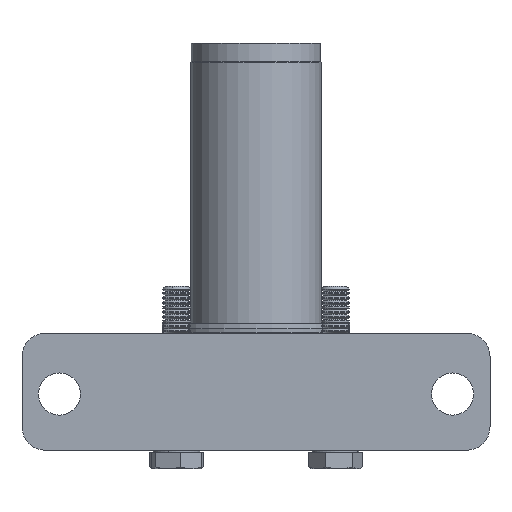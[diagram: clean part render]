
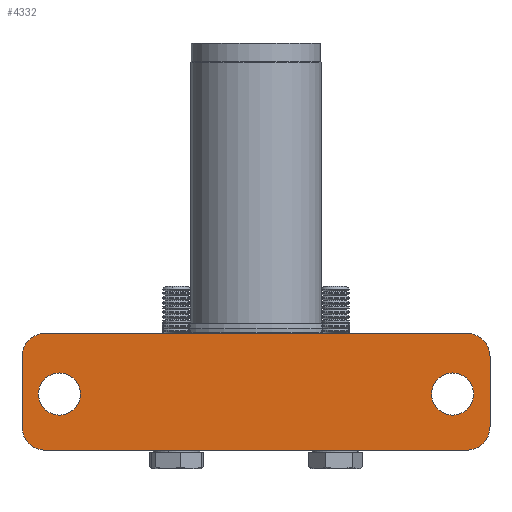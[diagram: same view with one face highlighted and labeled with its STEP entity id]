
A CAD part, front view. The second image highlights one B-rep face of the part: STEP entity #4332.
In plain terms, the highlighted planar face has unit normal (0, -1, 0).
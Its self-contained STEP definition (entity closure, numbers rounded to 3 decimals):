
#48 = EDGE_CURVE ( 'NONE', #5117, #5824, #3090, .T. ) ;
#112 = DIRECTION ( 'NONE',  ( 0., 0., -1. ) ) ;
#118 = CARTESIAN_POINT ( 'NONE',  ( -50., -35., 20. ) ) ;
#210 = CARTESIAN_POINT ( 'NONE',  ( -42., -35., 12. ) ) ;
#224 = DIRECTION ( 'NONE',  ( 0., 0., 1. ) ) ;
#450 = DIRECTION ( 'NONE',  ( 0., 1., 0. ) ) ;
#530 = DIRECTION ( 'NONE',  ( 1., 0., 0. ) ) ;
#606 = ORIENTED_EDGE ( 'NONE', *, *, #7358, .T. ) ;
#653 = ORIENTED_EDGE ( 'NONE', *, *, #6150, .T. ) ;
#703 = CARTESIAN_POINT ( 'NONE',  ( 42., -35., 12. ) ) ;
#833 = DIRECTION ( 'NONE',  ( 0., -1., 0. ) ) ;
#836 = CARTESIAN_POINT ( 'NONE',  ( 45., -35., 0. ) ) ;
#951 = PLANE ( 'NONE',  #3127 ) ;
#1020 = DIRECTION ( 'NONE',  ( 0., 0., 1. ) ) ;
#1034 = LINE ( 'NONE', #6464, #5208 ) ;
#1113 = VERTEX_POINT ( 'NONE', #7955 ) ;
#1683 = EDGE_CURVE ( 'NONE', #3755, #1113, #3959, .T. ) ;
#1691 = VECTOR ( 'NONE', #5997, 1000. ) ;
#1735 = CARTESIAN_POINT ( 'NONE',  ( -50., -35., 0. ) ) ;
#1749 = DIRECTION ( 'NONE',  ( 0., 0., 1. ) ) ;
#1822 = CARTESIAN_POINT ( 'NONE',  ( 50., -35., 20. ) ) ;
#1907 = DIRECTION ( 'NONE',  ( 0., -1., 0. ) ) ;
#2252 = VERTEX_POINT ( 'NONE', #4164 ) ;
#2458 = CIRCLE ( 'NONE', #4866, 4.5 ) ;
#2473 = EDGE_CURVE ( 'NONE', #3159, #5117, #7697, .T. ) ;
#2477 = ORIENTED_EDGE ( 'NONE', *, *, #3118, .T. ) ;
#2531 = CIRCLE ( 'NONE', #7046, 4.5 ) ;
#2537 = VERTEX_POINT ( 'NONE', #836 ) ;
#2553 = ORIENTED_EDGE ( 'NONE', *, *, #48, .T. ) ;
#2601 = VERTEX_POINT ( 'NONE', #7187 ) ;
#2644 = CARTESIAN_POINT ( 'NONE',  ( -50., -35., 27. ) ) ;
#2649 = DIRECTION ( 'NONE',  ( 0., 0., 1. ) ) ;
#2697 = DIRECTION ( 'NONE',  ( 0., 0., -1. ) ) ;
#2916 = DIRECTION ( 'NONE',  ( 0., 0., 1. ) ) ;
#3075 = AXIS2_PLACEMENT_3D ( 'NONE', #3901, #5805, #1020 ) ;
#3078 = ORIENTED_EDGE ( 'NONE', *, *, #1683, .T. ) ;
#3090 = LINE ( 'NONE', #6170, #4302 ) ;
#3118 = EDGE_CURVE ( 'NONE', #6865, #3419, #7454, .T. ) ;
#3127 = AXIS2_PLACEMENT_3D ( 'NONE', #2644, #450, #2916 ) ;
#3159 = VERTEX_POINT ( 'NONE', #7710 ) ;
#3179 = DIRECTION ( 'NONE',  ( 0., 1., 0. ) ) ;
#3194 = CARTESIAN_POINT ( 'NONE',  ( 45., -35., 5. ) ) ;
#3419 = VERTEX_POINT ( 'NONE', #5531 ) ;
#3587 = ORIENTED_EDGE ( 'NONE', *, *, #5879, .T. ) ;
#3615 = CARTESIAN_POINT ( 'NONE',  ( 50., -35., 27. ) ) ;
#3685 = FACE_OUTER_BOUND ( 'NONE', #4078, .T. ) ;
#3755 = VERTEX_POINT ( 'NONE', #1822 ) ;
#3806 = EDGE_LOOP ( 'NONE', ( #6531, #5342 ) ) ;
#3861 = CARTESIAN_POINT ( 'NONE',  ( 45., -35., 20. ) ) ;
#3884 = LINE ( 'NONE', #3615, #4346 ) ;
#3901 = CARTESIAN_POINT ( 'NONE',  ( -45., -35., 5. ) ) ;
#3959 = CIRCLE ( 'NONE', #4901, 5. ) ;
#4052 = CIRCLE ( 'NONE', #4761, 4.5 ) ;
#4078 = EDGE_LOOP ( 'NONE', ( #4714, #7732, #2553, #3587, #606, #4251, #6804, #3078 ) ) ;
#4096 = LINE ( 'NONE', #1735, #1691 ) ;
#4162 = EDGE_CURVE ( 'NONE', #2537, #2601, #4530, .T. ) ;
#4164 = CARTESIAN_POINT ( 'NONE',  ( 42., -35., 7.5 ) ) ;
#4177 = VERTEX_POINT ( 'NONE', #4334 ) ;
#4251 = ORIENTED_EDGE ( 'NONE', *, *, #4162, .T. ) ;
#4302 = VECTOR ( 'NONE', #2697, 1000. ) ;
#4332 = ADVANCED_FACE ( 'NONE', ( #5612, #6387, #3685 ), #951, .F. ) ;
#4334 = CARTESIAN_POINT ( 'NONE',  ( 42., -35., 16.5 ) ) ;
#4346 = VECTOR ( 'NONE', #112, 1000. ) ;
#4353 = VERTEX_POINT ( 'NONE', #4610 ) ;
#4359 = AXIS2_PLACEMENT_3D ( 'NONE', #5862, #833, #2649 ) ;
#4516 = EDGE_CURVE ( 'NONE', #3755, #2601, #3884, .T. ) ;
#4530 = CIRCLE ( 'NONE', #6929, 5. ) ;
#4610 = CARTESIAN_POINT ( 'NONE',  ( -45., -35., 0. ) ) ;
#4698 = AXIS2_PLACEMENT_3D ( 'NONE', #5258, #6278, #6533 ) ;
#4714 = ORIENTED_EDGE ( 'NONE', *, *, #5190, .F. ) ;
#4761 = AXIS2_PLACEMENT_3D ( 'NONE', #703, #3179, #7320 ) ;
#4764 = DIRECTION ( 'NONE',  ( 0., 1., 0. ) ) ;
#4866 = AXIS2_PLACEMENT_3D ( 'NONE', #210, #4764, #6796 ) ;
#4901 = AXIS2_PLACEMENT_3D ( 'NONE', #3861, #1907, #224 ) ;
#4958 = CARTESIAN_POINT ( 'NONE',  ( -42., -35., 16.5 ) ) ;
#5117 = VERTEX_POINT ( 'NONE', #118 ) ;
#5190 = EDGE_CURVE ( 'NONE', #3159, #1113, #1034, .T. ) ;
#5208 = VECTOR ( 'NONE', #530, 1000. ) ;
#5258 = CARTESIAN_POINT ( 'NONE',  ( -42., -35., 12. ) ) ;
#5342 = ORIENTED_EDGE ( 'NONE', *, *, #7594, .T. ) ;
#5391 = CARTESIAN_POINT ( 'NONE',  ( 42., -35., 12. ) ) ;
#5531 = CARTESIAN_POINT ( 'NONE',  ( -42., -35., 7.5 ) ) ;
#5612 = FACE_BOUND ( 'NONE', #7024, .T. ) ;
#5740 = CIRCLE ( 'NONE', #3075, 5. ) ;
#5805 = DIRECTION ( 'NONE',  ( 0., -1., 0. ) ) ;
#5824 = VERTEX_POINT ( 'NONE', #7623 ) ;
#5862 = CARTESIAN_POINT ( 'NONE',  ( -45., -35., 20. ) ) ;
#5879 = EDGE_CURVE ( 'NONE', #5824, #4353, #5740, .T. ) ;
#5997 = DIRECTION ( 'NONE',  ( 1., 0., 0. ) ) ;
#6150 = EDGE_CURVE ( 'NONE', #3419, #6865, #2458, .T. ) ;
#6170 = CARTESIAN_POINT ( 'NONE',  ( -50., -35., 27. ) ) ;
#6278 = DIRECTION ( 'NONE',  ( 0., 1., 0. ) ) ;
#6387 = FACE_BOUND ( 'NONE', #3806, .T. ) ;
#6411 = DIRECTION ( 'NONE',  ( 0., -1., 0. ) ) ;
#6464 = CARTESIAN_POINT ( 'NONE',  ( -50., -35., 25. ) ) ;
#6531 = ORIENTED_EDGE ( 'NONE', *, *, #6634, .T. ) ;
#6533 = DIRECTION ( 'NONE',  ( 0., 0., 1. ) ) ;
#6634 = EDGE_CURVE ( 'NONE', #4177, #2252, #4052, .T. ) ;
#6796 = DIRECTION ( 'NONE',  ( 0., 0., 1. ) ) ;
#6804 = ORIENTED_EDGE ( 'NONE', *, *, #4516, .F. ) ;
#6865 = VERTEX_POINT ( 'NONE', #4958 ) ;
#6929 = AXIS2_PLACEMENT_3D ( 'NONE', #3194, #6411, #1749 ) ;
#7024 = EDGE_LOOP ( 'NONE', ( #2477, #653 ) ) ;
#7046 = AXIS2_PLACEMENT_3D ( 'NONE', #5391, #7343, #7479 ) ;
#7187 = CARTESIAN_POINT ( 'NONE',  ( 50., -35., 5. ) ) ;
#7320 = DIRECTION ( 'NONE',  ( 0., 0., 1. ) ) ;
#7343 = DIRECTION ( 'NONE',  ( 0., 1., 0. ) ) ;
#7358 = EDGE_CURVE ( 'NONE', #4353, #2537, #4096, .T. ) ;
#7454 = CIRCLE ( 'NONE', #4698, 4.5 ) ;
#7479 = DIRECTION ( 'NONE',  ( 0., 0., 1. ) ) ;
#7594 = EDGE_CURVE ( 'NONE', #2252, #4177, #2531, .T. ) ;
#7623 = CARTESIAN_POINT ( 'NONE',  ( -50., -35., 5. ) ) ;
#7697 = CIRCLE ( 'NONE', #4359, 5. ) ;
#7710 = CARTESIAN_POINT ( 'NONE',  ( -45., -35., 25. ) ) ;
#7732 = ORIENTED_EDGE ( 'NONE', *, *, #2473, .T. ) ;
#7955 = CARTESIAN_POINT ( 'NONE',  ( 45., -35., 25. ) ) ;
